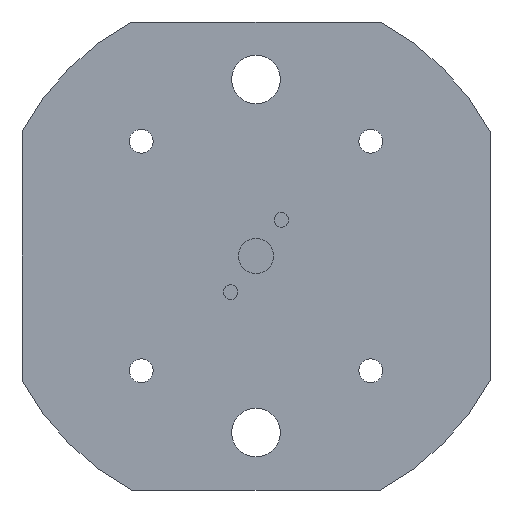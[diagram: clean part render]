
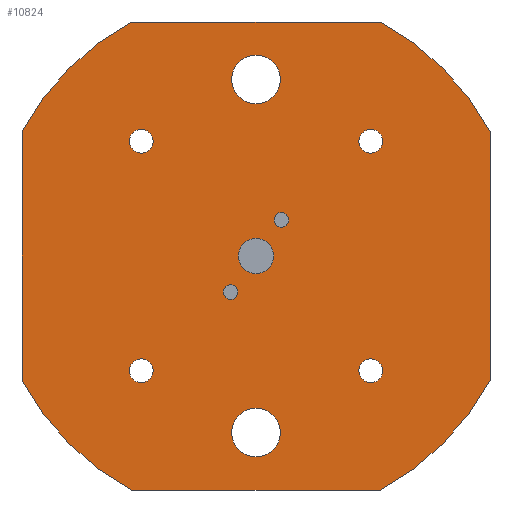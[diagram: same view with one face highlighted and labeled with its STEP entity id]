
A CAD part, front view. The second image highlights one B-rep face of the part: STEP entity #10824.
In plain terms, the highlighted planar face has unit normal (0, -1, 0).
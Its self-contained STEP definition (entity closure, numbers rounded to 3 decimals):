
#1166=CARTESIAN_POINT('',(0.,0.,0.));
#1167=DIRECTION('',(0.,1.,0.));
#1168=DIRECTION('',(-0.883,0.,0.469));
#1169=AXIS2_PLACEMENT_3D('',#1166,#1167,#1168);
#1171=DIRECTION('',(1.,0.,0.));
#1172=VECTOR('',#1171,56.249);
#1173=CARTESIAN_POINT('',(-28.125,0.,53.));
#1174=LINE('',#1173,#1172);
#1175=CARTESIAN_POINT('',(0.,0.,0.));
#1176=DIRECTION('',(0.,1.,0.));
#1177=DIRECTION('',(0.469,0.,0.883));
#1178=AXIS2_PLACEMENT_3D('',#1175,#1176,#1177);
#1180=DIRECTION('',(0.,0.,-1.));
#1181=VECTOR('',#1180,56.249);
#1182=CARTESIAN_POINT('',(53.,0.,28.125));
#1183=LINE('',#1182,#1181);
#1184=CARTESIAN_POINT('',(0.,0.,0.));
#1185=DIRECTION('',(0.,1.,0.));
#1186=DIRECTION('',(0.883,0.,-0.469));
#1187=AXIS2_PLACEMENT_3D('',#1184,#1185,#1186);
#1189=DIRECTION('',(-1.,0.,0.));
#1190=VECTOR('',#1189,56.249);
#1191=CARTESIAN_POINT('',(28.125,0.,-53.));
#1192=LINE('',#1191,#1190);
#1193=CARTESIAN_POINT('',(0.,0.,0.));
#1194=DIRECTION('',(0.,1.,0.));
#1195=DIRECTION('',(-0.469,0.,-0.883));
#1196=AXIS2_PLACEMENT_3D('',#1193,#1194,#1195);
#1198=DIRECTION('',(0.,0.,1.));
#1199=VECTOR('',#1198,56.249);
#1200=CARTESIAN_POINT('',(-53.,0.,-28.125));
#1201=LINE('',#1200,#1199);
#1202=CARTESIAN_POINT('',(26.,0.,-26.));
#1203=DIRECTION('',(0.,-1.,0.));
#1204=DIRECTION('',(-1.,0.,0.));
#1205=AXIS2_PLACEMENT_3D('',#1202,#1203,#1204);
#1207=CARTESIAN_POINT('',(26.,0.,-26.));
#1208=DIRECTION('',(0.,-1.,0.));
#1209=DIRECTION('',(1.,0.,0.));
#1210=AXIS2_PLACEMENT_3D('',#1207,#1208,#1209);
#1212=CARTESIAN_POINT('',(-26.,0.,26.));
#1213=DIRECTION('',(0.,-1.,0.));
#1214=DIRECTION('',(-1.,0.,0.));
#1215=AXIS2_PLACEMENT_3D('',#1212,#1213,#1214);
#1217=CARTESIAN_POINT('',(-26.,0.,26.));
#1218=DIRECTION('',(0.,-1.,0.));
#1219=DIRECTION('',(1.,0.,0.));
#1220=AXIS2_PLACEMENT_3D('',#1217,#1218,#1219);
#1222=CARTESIAN_POINT('',(26.,0.,26.));
#1223=DIRECTION('',(0.,-1.,0.));
#1224=DIRECTION('',(-1.,0.,0.));
#1225=AXIS2_PLACEMENT_3D('',#1222,#1223,#1224);
#1227=CARTESIAN_POINT('',(26.,0.,26.));
#1228=DIRECTION('',(0.,-1.,0.));
#1229=DIRECTION('',(1.,0.,0.));
#1230=AXIS2_PLACEMENT_3D('',#1227,#1228,#1229);
#1232=CARTESIAN_POINT('',(0.,0.,0.));
#1233=DIRECTION('',(0.,-1.,0.));
#1234=DIRECTION('',(0.,0.,1.));
#1235=AXIS2_PLACEMENT_3D('',#1232,#1233,#1234);
#1237=CARTESIAN_POINT('',(0.,0.,0.));
#1238=DIRECTION('',(0.,-1.,0.));
#1239=DIRECTION('',(0.,0.,-1.));
#1240=AXIS2_PLACEMENT_3D('',#1237,#1238,#1239);
#1242=CARTESIAN_POINT('',(-5.736,0.,-8.192));
#1243=DIRECTION('',(0.,-1.,0.));
#1244=DIRECTION('',(0.,0.,-1.));
#1245=AXIS2_PLACEMENT_3D('',#1242,#1243,#1244);
#1247=CARTESIAN_POINT('',(-5.736,0.,-8.192));
#1248=DIRECTION('',(0.,-1.,0.));
#1249=DIRECTION('',(0.,0.,1.));
#1250=AXIS2_PLACEMENT_3D('',#1247,#1248,#1249);
#1252=CARTESIAN_POINT('',(5.736,0.,8.192));
#1253=DIRECTION('',(0.,-1.,0.));
#1254=DIRECTION('',(0.,0.,-1.));
#1255=AXIS2_PLACEMENT_3D('',#1252,#1253,#1254);
#1257=CARTESIAN_POINT('',(5.736,0.,8.192));
#1258=DIRECTION('',(0.,-1.,0.));
#1259=DIRECTION('',(0.,0.,1.));
#1260=AXIS2_PLACEMENT_3D('',#1257,#1258,#1259);
#1262=CARTESIAN_POINT('',(-26.,0.,-26.));
#1263=DIRECTION('',(0.,-1.,0.));
#1264=DIRECTION('',(-1.,0.,0.));
#1265=AXIS2_PLACEMENT_3D('',#1262,#1263,#1264);
#1267=CARTESIAN_POINT('',(-26.,0.,-26.));
#1268=DIRECTION('',(0.,-1.,0.));
#1269=DIRECTION('',(1.,0.,0.));
#1270=AXIS2_PLACEMENT_3D('',#1267,#1268,#1269);
#1272=CARTESIAN_POINT('',(0.,0.,-40.));
#1273=DIRECTION('',(0.,-1.,0.));
#1274=DIRECTION('',(-1.,0.,0.));
#1275=AXIS2_PLACEMENT_3D('',#1272,#1273,#1274);
#1277=CARTESIAN_POINT('',(0.,0.,-40.));
#1278=DIRECTION('',(0.,-1.,0.));
#1279=DIRECTION('',(1.,0.,0.));
#1280=AXIS2_PLACEMENT_3D('',#1277,#1278,#1279);
#1282=CARTESIAN_POINT('',(0.,0.,40.));
#1283=DIRECTION('',(0.,-1.,0.));
#1284=DIRECTION('',(-1.,0.,0.));
#1285=AXIS2_PLACEMENT_3D('',#1282,#1283,#1284);
#1287=CARTESIAN_POINT('',(0.,0.,40.));
#1288=DIRECTION('',(0.,-1.,0.));
#1289=DIRECTION('',(1.,0.,0.));
#1290=AXIS2_PLACEMENT_3D('',#1287,#1288,#1289);
#8322=CARTESIAN_POINT('',(53.,0.,28.125));
#8324=VERTEX_POINT('',#8322);
#8327=CARTESIAN_POINT('',(53.,0.,-28.125));
#8328=VERTEX_POINT('',#8327);
#8341=CARTESIAN_POINT('',(28.125,0.,53.));
#8342=VERTEX_POINT('',#8341);
#8345=CARTESIAN_POINT('',(-53.,0.,28.125));
#8346=CARTESIAN_POINT('',(-28.125,0.,53.));
#8347=VERTEX_POINT('',#8345);
#8348=VERTEX_POINT('',#8346);
#8349=CARTESIAN_POINT('',(28.125,0.,-53.));
#8350=VERTEX_POINT('',#8349);
#8351=CARTESIAN_POINT('',(-28.125,0.,-53.));
#8352=VERTEX_POINT('',#8351);
#8353=CARTESIAN_POINT('',(-53.,0.,-28.125));
#8354=VERTEX_POINT('',#8353);
#8355=CARTESIAN_POINT('',(23.3,0.,-26.));
#8356=CARTESIAN_POINT('',(28.7,0.,-26.));
#8357=VERTEX_POINT('',#8355);
#8358=VERTEX_POINT('',#8356);
#8359=CARTESIAN_POINT('',(-28.7,0.,26.));
#8360=CARTESIAN_POINT('',(-23.3,0.,26.));
#8361=VERTEX_POINT('',#8359);
#8362=VERTEX_POINT('',#8360);
#8363=CARTESIAN_POINT('',(23.3,0.,26.));
#8364=CARTESIAN_POINT('',(28.7,0.,26.));
#8365=VERTEX_POINT('',#8363);
#8366=VERTEX_POINT('',#8364);
#8367=CARTESIAN_POINT('',(0.,0.,4.));
#8368=CARTESIAN_POINT('',(0.,0.,-4.));
#8369=VERTEX_POINT('',#8367);
#8370=VERTEX_POINT('',#8368);
#8371=CARTESIAN_POINT('',(-5.736,0.,-9.842));
#8372=CARTESIAN_POINT('',(-5.736,0.,-6.542));
#8373=VERTEX_POINT('',#8371);
#8374=VERTEX_POINT('',#8372);
#8375=CARTESIAN_POINT('',(5.736,0.,6.542));
#8376=CARTESIAN_POINT('',(5.736,0.,9.842));
#8377=VERTEX_POINT('',#8375);
#8378=VERTEX_POINT('',#8376);
#8379=CARTESIAN_POINT('',(-28.7,0.,-26.));
#8380=CARTESIAN_POINT('',(-23.3,0.,-26.));
#8381=VERTEX_POINT('',#8379);
#8382=VERTEX_POINT('',#8380);
#8383=CARTESIAN_POINT('',(-5.5,0.,-40.));
#8384=CARTESIAN_POINT('',(5.5,0.,-40.));
#8385=VERTEX_POINT('',#8383);
#8386=VERTEX_POINT('',#8384);
#8387=CARTESIAN_POINT('',(-5.5,0.,40.));
#8388=CARTESIAN_POINT('',(5.5,0.,40.));
#8389=VERTEX_POINT('',#8387);
#8390=VERTEX_POINT('',#8388);
#10749=CARTESIAN_POINT('',(0.,0.,0.));
#10750=DIRECTION('',(0.,1.,0.));
#10751=DIRECTION('',(1.,0.,0.));
#10752=AXIS2_PLACEMENT_3D('',#10749,#10750,#10751);
#10753=PLANE('',#10752);
#10755=ORIENTED_EDGE('',*,*,#10754,.T.);
#10757=ORIENTED_EDGE('',*,*,#10756,.T.);
#10758=ORIENTED_EDGE('',*,*,#10739,.T.);
#10759=ORIENTED_EDGE('',*,*,#10712,.T.);
#10761=ORIENTED_EDGE('',*,*,#10760,.T.);
#10763=ORIENTED_EDGE('',*,*,#10762,.T.);
#10765=ORIENTED_EDGE('',*,*,#10764,.T.);
#10767=ORIENTED_EDGE('',*,*,#10766,.T.);
#10768=EDGE_LOOP('',(#10755,#10757,#10758,#10759,#10761,#10763,#10765,#10767));
#10769=FACE_OUTER_BOUND('',#10768,.F.);
#10771=ORIENTED_EDGE('',*,*,#10770,.T.);
#10773=ORIENTED_EDGE('',*,*,#10772,.T.);
#10774=EDGE_LOOP('',(#10771,#10773));
#10775=FACE_BOUND('',#10774,.F.);
#10777=ORIENTED_EDGE('',*,*,#10776,.T.);
#10779=ORIENTED_EDGE('',*,*,#10778,.T.);
#10780=EDGE_LOOP('',(#10777,#10779));
#10781=FACE_BOUND('',#10780,.F.);
#10783=ORIENTED_EDGE('',*,*,#10782,.T.);
#10785=ORIENTED_EDGE('',*,*,#10784,.T.);
#10786=EDGE_LOOP('',(#10783,#10785));
#10787=FACE_BOUND('',#10786,.F.);
#10789=ORIENTED_EDGE('',*,*,#10788,.T.);
#10791=ORIENTED_EDGE('',*,*,#10790,.T.);
#10792=EDGE_LOOP('',(#10789,#10791));
#10793=FACE_BOUND('',#10792,.F.);
#10795=ORIENTED_EDGE('',*,*,#10794,.T.);
#10797=ORIENTED_EDGE('',*,*,#10796,.T.);
#10798=EDGE_LOOP('',(#10795,#10797));
#10799=FACE_BOUND('',#10798,.F.);
#10801=ORIENTED_EDGE('',*,*,#10800,.T.);
#10803=ORIENTED_EDGE('',*,*,#10802,.T.);
#10804=EDGE_LOOP('',(#10801,#10803));
#10805=FACE_BOUND('',#10804,.F.);
#10807=ORIENTED_EDGE('',*,*,#10806,.T.);
#10809=ORIENTED_EDGE('',*,*,#10808,.T.);
#10810=EDGE_LOOP('',(#10807,#10809));
#10811=FACE_BOUND('',#10810,.F.);
#10813=ORIENTED_EDGE('',*,*,#10812,.T.);
#10815=ORIENTED_EDGE('',*,*,#10814,.T.);
#10816=EDGE_LOOP('',(#10813,#10815));
#10817=FACE_BOUND('',#10816,.F.);
#10819=ORIENTED_EDGE('',*,*,#10818,.T.);
#10821=ORIENTED_EDGE('',*,*,#10820,.T.);
#10822=EDGE_LOOP('',(#10819,#10821));
#10823=FACE_BOUND('',#10822,.F.);
#1170=CIRCLE('',#1169,60.);
#1179=CIRCLE('',#1178,60.);
#1188=CIRCLE('',#1187,60.);
#1197=CIRCLE('',#1196,60.);
#1206=CIRCLE('',#1205,2.7);
#1211=CIRCLE('',#1210,2.7);
#1216=CIRCLE('',#1215,2.7);
#1221=CIRCLE('',#1220,2.7);
#1226=CIRCLE('',#1225,2.7);
#1231=CIRCLE('',#1230,2.7);
#1236=CIRCLE('',#1235,4.);
#1241=CIRCLE('',#1240,4.);
#1246=CIRCLE('',#1245,1.65);
#1251=CIRCLE('',#1250,1.65);
#1256=CIRCLE('',#1255,1.65);
#1261=CIRCLE('',#1260,1.65);
#1266=CIRCLE('',#1265,2.7);
#1271=CIRCLE('',#1270,2.7);
#1276=CIRCLE('',#1275,5.5);
#1281=CIRCLE('',#1280,5.5);
#1286=CIRCLE('',#1285,5.5);
#1291=CIRCLE('',#1290,5.5);
#10712=EDGE_CURVE('',#8324,#8328,#1183,.T.);
#10739=EDGE_CURVE('',#8342,#8324,#1179,.T.);
#10754=EDGE_CURVE('',#8347,#8348,#1170,.T.);
#10756=EDGE_CURVE('',#8348,#8342,#1174,.T.);
#10760=EDGE_CURVE('',#8328,#8350,#1188,.T.);
#10762=EDGE_CURVE('',#8350,#8352,#1192,.T.);
#10764=EDGE_CURVE('',#8352,#8354,#1197,.T.);
#10766=EDGE_CURVE('',#8354,#8347,#1201,.T.);
#10770=EDGE_CURVE('',#8357,#8358,#1206,.T.);
#10772=EDGE_CURVE('',#8358,#8357,#1211,.T.);
#10776=EDGE_CURVE('',#8361,#8362,#1216,.T.);
#10778=EDGE_CURVE('',#8362,#8361,#1221,.T.);
#10782=EDGE_CURVE('',#8365,#8366,#1226,.T.);
#10784=EDGE_CURVE('',#8366,#8365,#1231,.T.);
#10788=EDGE_CURVE('',#8369,#8370,#1236,.T.);
#10790=EDGE_CURVE('',#8370,#8369,#1241,.T.);
#10794=EDGE_CURVE('',#8373,#8374,#1246,.T.);
#10796=EDGE_CURVE('',#8374,#8373,#1251,.T.);
#10800=EDGE_CURVE('',#8377,#8378,#1256,.T.);
#10802=EDGE_CURVE('',#8378,#8377,#1261,.T.);
#10806=EDGE_CURVE('',#8381,#8382,#1266,.T.);
#10808=EDGE_CURVE('',#8382,#8381,#1271,.T.);
#10812=EDGE_CURVE('',#8385,#8386,#1276,.T.);
#10814=EDGE_CURVE('',#8386,#8385,#1281,.T.);
#10818=EDGE_CURVE('',#8389,#8390,#1286,.T.);
#10820=EDGE_CURVE('',#8390,#8389,#1291,.T.);
#10824=ADVANCED_FACE('',(#10769,#10775,#10781,#10787,#10793,#10799,#10805,
#10811,#10817,#10823),#10753,.F.);
